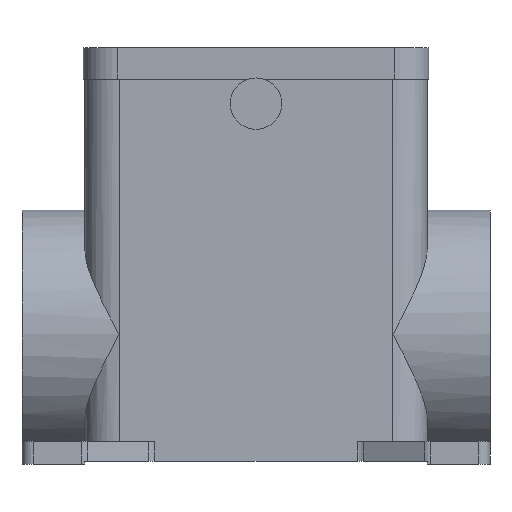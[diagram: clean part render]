
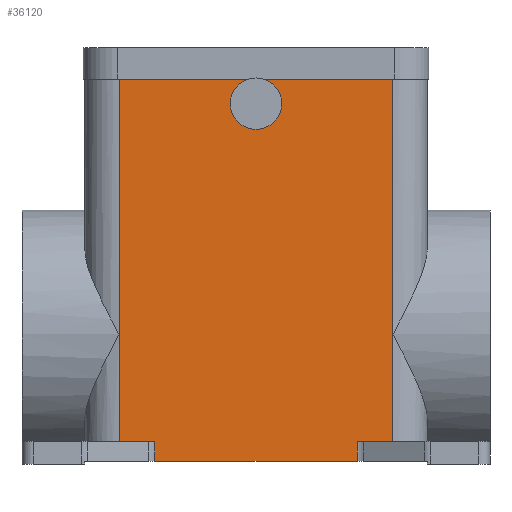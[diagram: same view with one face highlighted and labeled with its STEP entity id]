
A CAD part, front view. The second image highlights one B-rep face of the part: STEP entity #36120.
In plain terms, the highlighted face is planar.
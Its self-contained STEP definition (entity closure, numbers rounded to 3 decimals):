
#2160=CARTESIAN_POINT('',(24.,21.75,-40.));
#2170=DIRECTION('',(0.,0.,1.));
#2180=VECTOR('',#2170,18.75);
#2190=LINE('',#2160,#2180);
#2200=CARTESIAN_POINT('',(24.,21.75,-40.));
#2210=VERTEX_POINT('',#2200);
#2220=CARTESIAN_POINT('',(24.,21.75,-21.25));
#2230=VERTEX_POINT('',#2220);
#2240=EDGE_CURVE('',#2210,#2230,#2190,.T.);
#5020=CARTESIAN_POINT('',(1.327,21.75,23.5));
#5030=VERTEX_POINT('',#5020);
#5190=CARTESIAN_POINT('',(-1.327,21.75,23.5));
#5200=VERTEX_POINT('',#5190);
#5230=CARTESIAN_POINT('',(0.,21.75,19.2));
#5240=DIRECTION('',(0.,-1.,0.));
#5250=DIRECTION('',(1.,0.,0.));
#5260=AXIS2_PLACEMENT_3D('',#5230,#5240,#5250);
#5270=CIRCLE('',#5260,4.5);
#5280=CARTESIAN_POINT('',(-4.5,21.75,19.2));
#5290=VERTEX_POINT('',#5280);
#5300=EDGE_CURVE('',#5200,#5290,#5270,.T.);
#5530=CARTESIAN_POINT('',(4.5,21.75,19.2));
#5540=VERTEX_POINT('',#5530);
#5570=EDGE_CURVE('',#5540,#5030,#5270,.T.);
#7740=CARTESIAN_POINT('',(-24.,21.75,23.5));
#7750=DIRECTION('',(1.,0.,0.));
#7760=VECTOR('',#7750,48.);
#7770=LINE('',#7740,#7760);
#7780=CARTESIAN_POINT('',(24.,21.75,23.5));
#7790=VERTEX_POINT('',#7780);
#7800=EDGE_CURVE('',#5030,#7790,#7770,.T.);
#12890=CARTESIAN_POINT('',(-24.,21.75,-21.25));
#12900=DIRECTION('',(0.,0.,1.));
#12910=VECTOR('',#12900,44.75);
#12920=LINE('',#12890,#12910);
#12930=CARTESIAN_POINT('',(-24.,21.75,-21.25));
#12940=VERTEX_POINT('',#12930);
#12950=CARTESIAN_POINT('',(-24.,21.75,23.5));
#12960=VERTEX_POINT('',#12950);
#12970=EDGE_CURVE('',#12940,#12960,#12920,.T.);
#16130=CARTESIAN_POINT('',(24.,21.75,-21.25));
#16140=DIRECTION('',(0.,0.,1.));
#16150=VECTOR('',#16140,44.75);
#16160=LINE('',#16130,#16150);
#16170=EDGE_CURVE('',#2230,#7790,#16160,.T.);
#22020=EDGE_CURVE('',#12960,#5200,#7770,.T.);
#24000=CARTESIAN_POINT('',(-24.,21.75,-40.));
#24010=VERTEX_POINT('',#24000);
#24040=CARTESIAN_POINT('',(-24.,21.75,-40.));
#24050=DIRECTION('',(0.,0.,1.));
#24060=VECTOR('',#24050,18.75);
#24070=LINE('',#24040,#24060);
#24080=EDGE_CURVE('',#24010,#12940,#24070,.T.);
#34100=CARTESIAN_POINT('',(17.773,21.75,-43.5));
#34110=VERTEX_POINT('',#34100);
#34140=CARTESIAN_POINT('',(-17.773,21.75,-43.5));
#34150=DIRECTION('',(1.,0.,0.));
#34160=VECTOR('',#34150,35.546);
#34170=LINE('',#34140,#34160);
#34180=CARTESIAN_POINT('',(-17.773,21.75,-43.5));
#34190=VERTEX_POINT('',#34180);
#34200=EDGE_CURVE('',#34190,#34110,#34170,.T.);
#35550=CARTESIAN_POINT('',(-17.773,21.75,-40.));
#35560=DIRECTION('',(0.,0.,-1.));
#35570=VECTOR('',#35560,3.5);
#35580=LINE('',#35550,#35570);
#35590=CARTESIAN_POINT('',(-17.773,21.75,-40.));
#35600=VERTEX_POINT('',#35590);
#35610=EDGE_CURVE('',#35600,#34190,#35580,.T.);
#35730=CARTESIAN_POINT('',(-24.,21.75,1.5));
#35740=DIRECTION('',(0.,1.,0.));
#35750=DIRECTION('',(0.,0.,1.));
#35760=AXIS2_PLACEMENT_3D('',#35730,#35740,#35750);
#35770=PLANE('',#35760);
#35780=ORIENTED_EDGE('',*,*,#34200,.F.);
#35790=CARTESIAN_POINT('',(17.773,21.75,-43.5));
#35800=DIRECTION('',(0.,0.,1.));
#35810=VECTOR('',#35800,3.5);
#35820=LINE('',#35790,#35810);
#35830=CARTESIAN_POINT('',(17.773,21.75,-40.));
#35840=VERTEX_POINT('',#35830);
#35850=EDGE_CURVE('',#34110,#35840,#35820,.T.);
#35860=ORIENTED_EDGE('',*,*,#35850,.F.);
#35870=CARTESIAN_POINT('',(24.,21.75,-40.));
#35880=DIRECTION('',(-1.,0.,0.));
#35890=VECTOR('',#35880,6.227);
#35900=LINE('',#35870,#35890);
#35910=EDGE_CURVE('',#2210,#35840,#35900,.T.);
#35920=ORIENTED_EDGE('',*,*,#35910,.T.);
#35930=ORIENTED_EDGE('',*,*,#2240,.F.);
#35940=ORIENTED_EDGE('',*,*,#16170,.F.);
#35950=ORIENTED_EDGE('',*,*,#7800,.T.);
#35960=ORIENTED_EDGE('',*,*,#5570,.T.);
#35970=EDGE_CURVE('',#5290,#5540,#5270,.T.);
#35980=ORIENTED_EDGE('',*,*,#35970,.T.);
#35990=ORIENTED_EDGE('',*,*,#5300,.T.);
#36000=ORIENTED_EDGE('',*,*,#22020,.T.);
#36010=ORIENTED_EDGE('',*,*,#12970,.T.);
#36020=ORIENTED_EDGE('',*,*,#24080,.T.);
#36030=CARTESIAN_POINT('',(-17.773,21.75,-40.));
#36040=DIRECTION('',(-1.,0.,0.));
#36050=VECTOR('',#36040,6.227);
#36060=LINE('',#36030,#36050);
#36070=EDGE_CURVE('',#35600,#24010,#36060,.T.);
#36080=ORIENTED_EDGE('',*,*,#36070,.T.);
#36090=ORIENTED_EDGE('',*,*,#35610,.F.);
#36100=EDGE_LOOP('',(#36090,#36080,#36020,#36010,#36000,#35990,#35980,
#35960,#35950,#35940,#35930,#35920,#35860,#35780));
#36110=FACE_OUTER_BOUND('',#36100,.T.);
#36120=ADVANCED_FACE('',(#36110),#35770,.T.);
